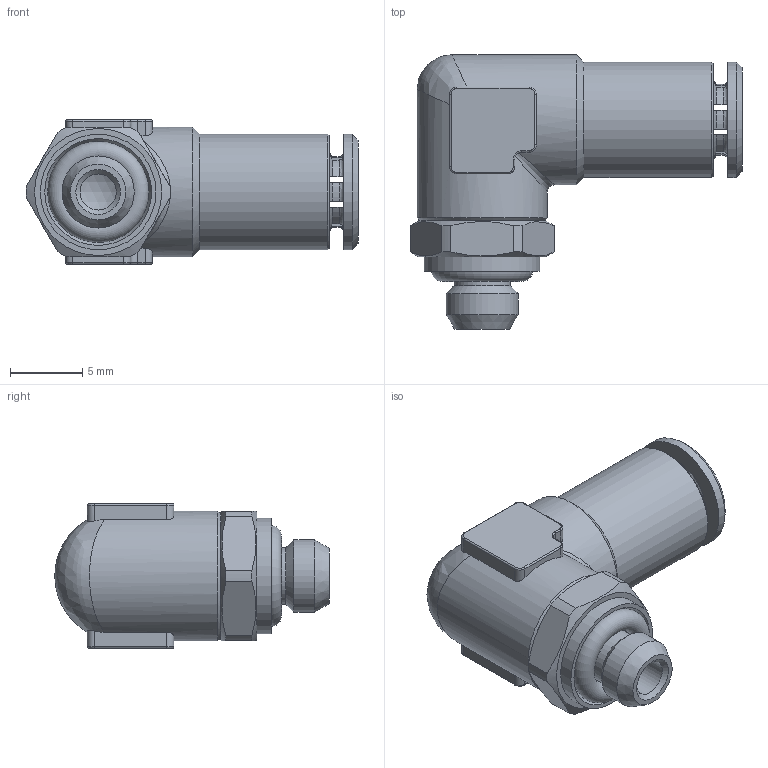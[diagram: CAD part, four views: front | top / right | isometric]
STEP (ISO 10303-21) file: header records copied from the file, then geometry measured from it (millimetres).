
FILE_DESCRIPTION(( 'MAL.12.08.14.stp' ), '1');
FILE_NAME( 'MAL.12.08.14.stp', '2021-02-19T16:28:00',( 'Sopra'),('sopra-pneumatic.com'), 'SwSTEP 2.0','SolidWorks 2009','' );
FILE_SCHEMA( ( 'CONFIG_CONTROL_DESIGN' ) );
Length unit declared in the file: millimetre
Products named in the file (5): F0020042; 011-0261-1-solid1; 012-F091-1-solid1; 002-F002-1-solid1; 005-F001-1-solid1
Assembly tree (4 placements, depth 2):
  F0020042
    011-0261-1-solid1
    012-F091-1-solid1
    002-F002-1-solid1
    005-F001-1-solid1
Bounding box: 23 x 19 x 10 mm (x, y, z)
Volume: 1214.2 mm3; surface area: 2134.7 mm2
Topology: 4 solids, 4 shells, 275 faces, 727 edges, 468 vertices
Faces by surface type: cylinder 85, plane 76, cone 66, torus 45, bspline 2, sphere 1
Full cylindrical faces by diameter (mm): 2.5 x1, 3 x1, 3.9 x1, 4.15 x2, 5 x1, 5.25 x1, 5.45 x1, 5.5 x1, 6.55 x1, 6.65 x2, 6.8 x2, 7 x1, 7.6 x1, 7.7 x1, 7.85 x1, 8 x3, 9 x2
Entity records: 9533 total; most frequent: CARTESIAN_POINT 2922, ORIENTED_EDGE 1344, DIRECTION 1308, EDGE_CURVE 672, AXIS2_PLACEMENT_3D 548, VERTEX_POINT 463, EDGE_LOOP 338, FACE_OUTER_BOUND 297
